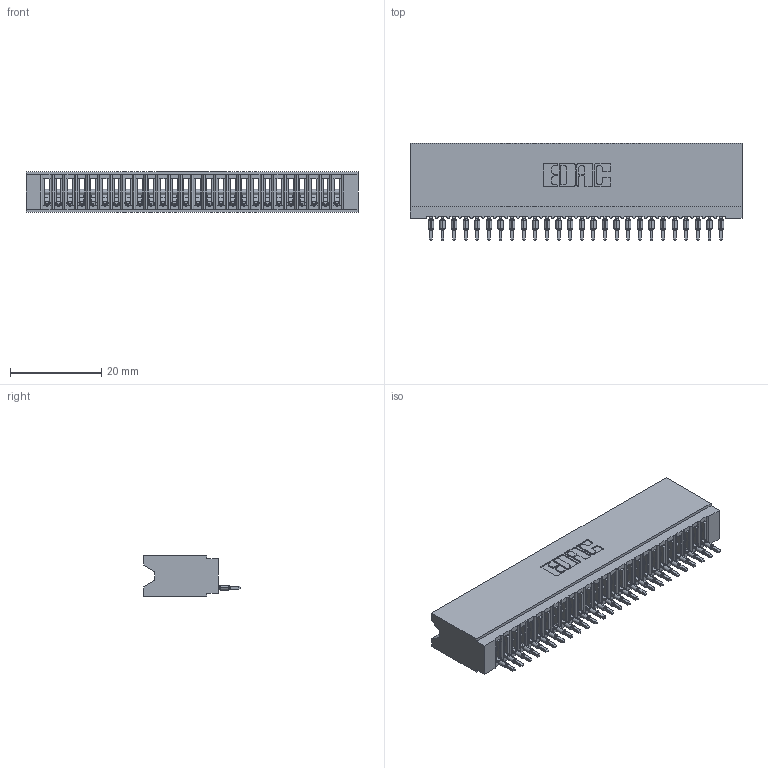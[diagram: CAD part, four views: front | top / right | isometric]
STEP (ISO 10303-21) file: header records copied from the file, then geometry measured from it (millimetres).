
FILE_DESCRIPTION (( 'STEP AP203' ), '1' );
FILE_NAME ('745-026-520-106.STEP', '2026-02-25T17:08:28', ( '' ), ( '' ), 'SwSTEP 2.0', 'SolidWorks 2023', '' );
FILE_SCHEMA (( 'CONFIG_CONTROL_DESIGN' ));
Length unit declared in the file: millimetre
Products named in the file (3): 745-026-520-106; 745 Part_Insulator Option - 06; 745-292-001_520
Assembly tree (27 placements, depth 2):
  745-026-520-106
    745 Part_Insulator Option - 06
    745-292-001_520  x26
Bounding box: 72.64 x 21.22 x 8.89 mm (x, y, z)
Volume: 6339.9 mm3; surface area: 11369.4 mm2
Topology: 27 solids, 27 shells, 3008 faces, 8268 edges, 5216 vertices
Faces by surface type: plane 1798, cylinder 534, bspline 520, torus 156
Entity records: 45144 total; most frequent: CARTESIAN_POINT 8456, ORIENTED_EDGE 7886, DIRECTION 6851, EDGE_CURVE 3943, LINE 3605, VECTOR 3605, VERTEX_POINT 2516, AXIS2_PLACEMENT_3D 1623
